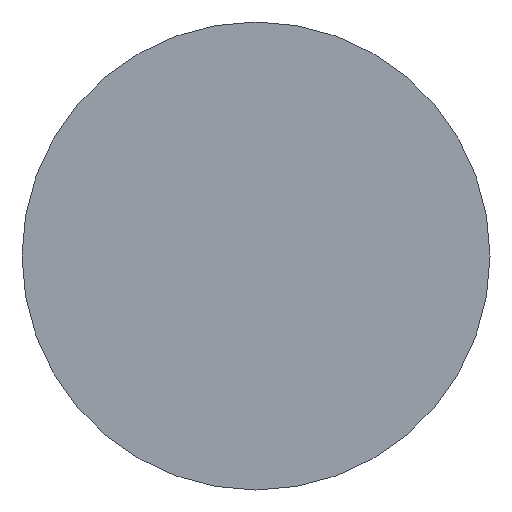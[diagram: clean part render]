
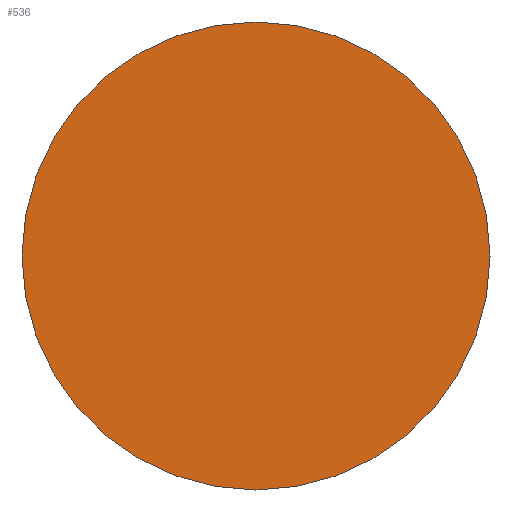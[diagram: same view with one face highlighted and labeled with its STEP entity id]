
A CAD part, front view. The second image highlights one B-rep face of the part: STEP entity #536.
In plain terms, the highlighted planar face has unit normal (0, -1, 0).
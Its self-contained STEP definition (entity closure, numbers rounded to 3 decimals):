
#35=PLANE('',#641);
#62=FACE_OUTER_BOUND('',#93,.T.);
#93=EDGE_LOOP('',(#468,#469));
#188=CIRCLE('',#639,37.503);
#189=CIRCLE('',#640,37.503);
#244=VERTEX_POINT('',#986);
#245=VERTEX_POINT('',#987);
#319=EDGE_CURVE('',#244,#245,#188,.T.);
#320=EDGE_CURVE('',#245,#244,#189,.T.);
#468=ORIENTED_EDGE('',*,*,#319,.T.);
#469=ORIENTED_EDGE('',*,*,#320,.T.);
#536=ADVANCED_FACE('',(#62),#35,.T.);
#639=AXIS2_PLACEMENT_3D('',#988,#824,#825);
#640=AXIS2_PLACEMENT_3D('',#989,#826,#827);
#641=AXIS2_PLACEMENT_3D('',#991,#829,#830);
#824=DIRECTION('center_axis',(0.,-1.,0.));
#825=DIRECTION('ref_axis',(1.,0.,0.));
#826=DIRECTION('center_axis',(0.,-1.,0.));
#827=DIRECTION('ref_axis',(1.,0.,0.));
#829=DIRECTION('center_axis',(0.,-1.,0.));
#830=DIRECTION('ref_axis',(0.,0.,-1.));
#986=CARTESIAN_POINT('',(37.503,0.,0.));
#987=CARTESIAN_POINT('',(-37.503,0.,0.));
#988=CARTESIAN_POINT('Origin',(0.,0.,0.));
#989=CARTESIAN_POINT('Origin',(0.,0.,0.));
#991=CARTESIAN_POINT('Origin',(37.13,0.,0.));
